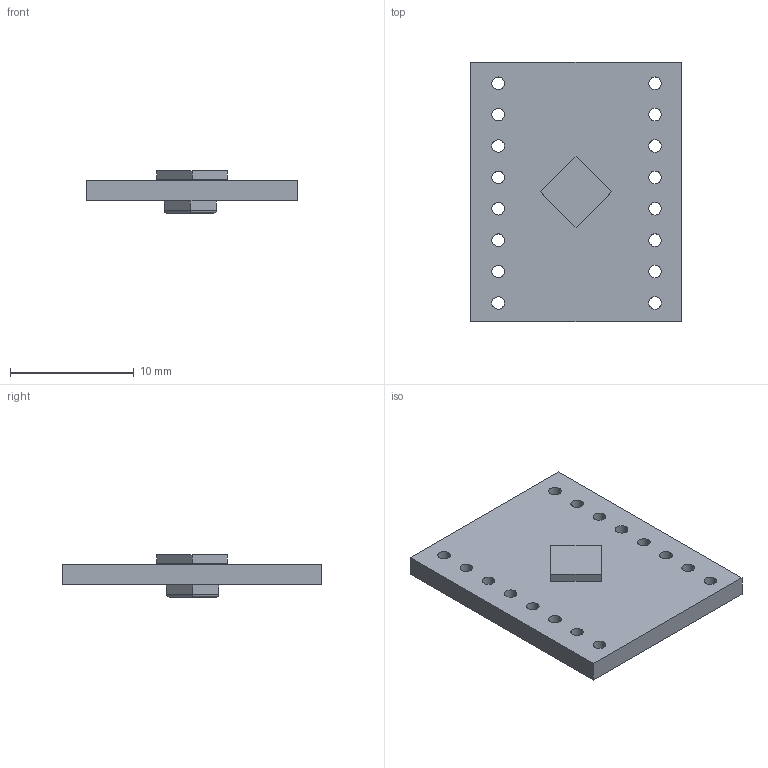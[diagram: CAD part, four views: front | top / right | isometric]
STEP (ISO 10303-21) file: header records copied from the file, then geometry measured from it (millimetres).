
FILE_DESCRIPTION(('PCB Model'),'2;1');
FILE_NAME('LGA16 QFN16 0.STEP','2023-02-20T00:20:55',( 'pritesh'),('Unspecified'),'Open CASCADE STEP processor 6.8', 'Proteus','Unknown');
FILE_SCHEMA(('AUTOMOTIVE_DESIGN { 1 0 10303 214 1 1 1 1 }'));
Length unit declared in the file: millimetre
Products named in the file (25): Open CASCADE STEP translator 6.8 3; Layer_1; U1; Open CASCADE STEP translator 6.8 3.2.1; Body_1; Pin_1; Pin_2; Pin_3; Pin_4; Pin_5; Pin_6; Pin_7; Pin_8; Pin_9; Pin_10; Pin_11; Pin_12; Pin_13; Pin_14; Pin_15; Pin_16; Pin_17; U2; Open CASCADE STEP translator 6.8 3.3.1
Assembly tree (24 placements, depth 4):
  Open CASCADE STEP translator 6.8 3
    Layer_1
    U1
      Open CASCADE STEP translator 6.8 3.2.1
        Body_1
        Pin_1
        Pin_2
        Pin_3
        Pin_4
        Pin_5
        Pin_6
        Pin_7
        Pin_8
        Pin_9
        Pin_10
        Pin_11
        Pin_12
        Pin_13
        Pin_14
        Pin_15
        Pin_16
        Pin_17
    U2
      Open CASCADE STEP translator 6.8 3.3.1
        Body_1
Bounding box: 17 x 21 x 3.45 mm (x, y, z)
Volume: 585.2 mm3; surface area: 985.3 mm2
Topology: 20 solids, 20 shells, 623 faces, 1579 edges, 1052 vertices
Faces by surface type: plane 397, bspline 186, cylinder 40
Entity records: 29826 total; most frequent: CARTESIAN_POINT 13993, ORIENTED_EDGE 3158, DIRECTION 2183, EDGE_CURVE 1579, LINE 1115, VECTOR 1115, VERTEX_POINT 1052, FACE_BOUND 711
